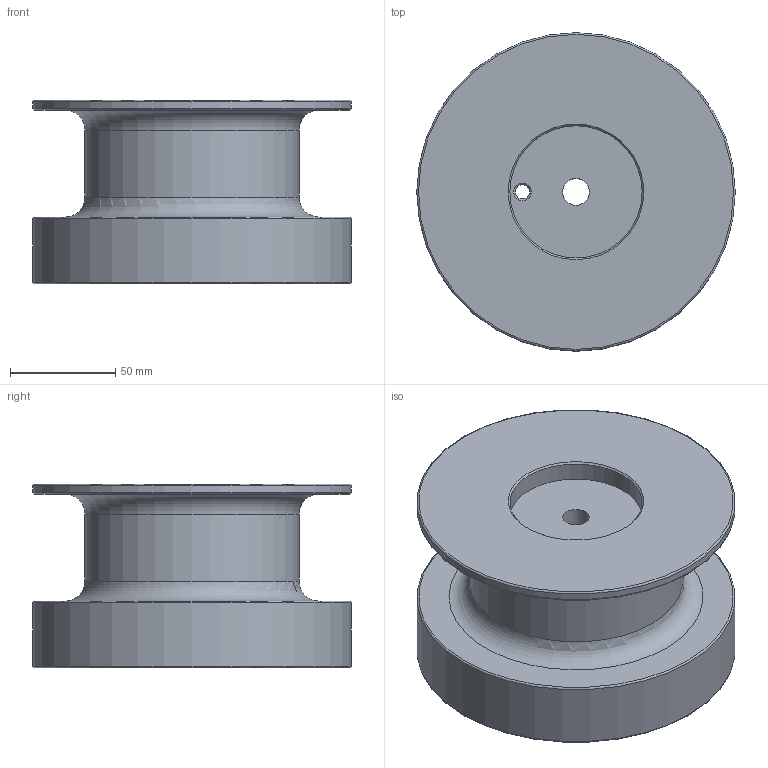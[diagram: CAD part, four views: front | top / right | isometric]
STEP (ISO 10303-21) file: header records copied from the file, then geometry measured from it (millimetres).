
FILE_DESCRIPTION(/* description */ (''),/* implementation_level */ '2;1');
FILE_NAME(/* name */ 'Windlass Drum CNC design v2.step',/* time_stamp */ '2023-11-10T17:35:07-08:00',/* author */ (''),/* organization */ (''),/* preprocessor_version */ 'ST-DEVELOPER v20',/* originating_system */ 'Autodesk Translation Framework v12.14.0.127',/* authorisation */ '');
FILE_SCHEMA (('AUTOMOTIVE_DESIGN { 1 0 10303 214 3 1 1 }'));
Length unit declared in the file: inch
Products named in the file (1): Windlass Drum CNC design
Bounding box: 151.13 x 151.13 x 87.33 mm (x, y, z)
Volume: 403271.4 mm3; surface area: 110864.6 mm2
Topology: 1 solids, 1 shells, 40 faces, 85 edges, 54 vertices
Faces by surface type: cylinder 15, plane 10, torus 7, cone 5, bspline 3
Full cylindrical faces by diameter (mm): 4.039 x2, 6.747 x1, 12.7 x1, 12.703 x1, 62.789 x1, 85.725 x1, 101.6 x1, 141.605 x1, 151.13 x2
Entity records: 1220 total; most frequent: CARTESIAN_POINT 273, DIRECTION 211, ORIENTED_EDGE 170, AXIS2_PLACEMENT_3D 94, EDGE_CURVE 85, CIRCLE 56, VERTEX_POINT 54, EDGE_LOOP 53
